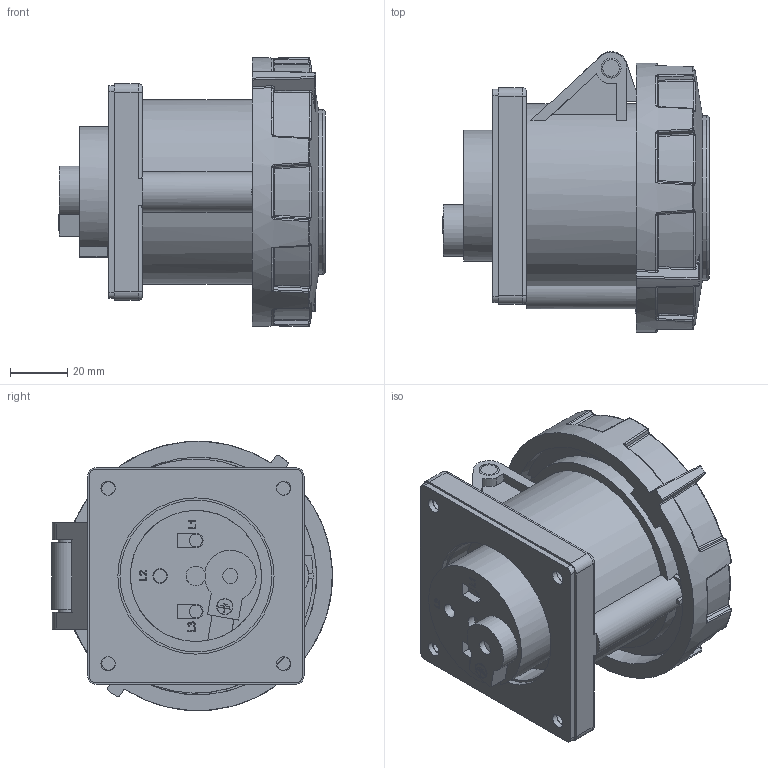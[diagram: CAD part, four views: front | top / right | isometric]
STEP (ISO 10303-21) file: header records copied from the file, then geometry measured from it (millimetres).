
FILE_DESCRIPTION (( 'STEP AP203' ), '1' );
FILE_NAME ('ps-3242-32-380.ÃÌ Ðîçåòêà ñòàöèîíàðíàÿ âíóòðåííÿÿ 3242 3Ð+ÐÅ 32À 380Â IP67 EKF PROxima.STEP', '2025-10-23T08:42:38', ( '' ), ( '' ), 'SwSTEP 2.0', 'SolidWorks 2021', '' );
FILE_SCHEMA (( 'CONFIG_CONTROL_DESIGN' ));
Length unit declared in the file: millimetre
Products named in the file (5): Êîïèÿ PS-1152-16-380.004 Øïëèíò^ps-3242-32-380.ÃÌ Ðîçåòêà ñòàöèîíàðíàÿ âíóòðåííÿÿ 3242 3Ð+ÐÅ 32À 380Â IP67 EKF PROxima; ps-3242-32-380.ÃÌ Ðîçåòêà ñòàöèîíàðíàÿ âíóòðåííÿÿ 3242 3Ð+ÐÅ 32À 380Â IP67 EKF PROxima; Êîïèÿ Êîïèÿ PS-1152-16-380.003 Êðûøêà^ps-3242-32-380.ÃÌ Ðîçåòêà ñòàöèîíàðíàÿ âíóòðåííÿÿ 3242 3Ð+ÐÅ 32À 380Â IP67 EKF PROxima; Êîïèÿ ps-3142-16-380 Ïðîêëàäêà^ps-3242-32-380.ÃÌ Ðîçåòêà ñòàöèîíàðíàÿ âíóòðåííÿÿ 3242 3Ð+ÐÅ 32À 380Â IP67 EKF PROxima_00; Êîïèÿ PS-1152-16-380.002 Êîðïóñ^ps-3242-32-380.ÃÌ Ðîçåòêà ñòàöèîíàðíàÿ âíóòðåííÿÿ 3242 3Ð+ÐÅ 32À 380Â IP67 EKF PROxima
Assembly tree (4 placements, depth 2):
  ps-3242-32-380.ÃÌ Ðîçåòêà ñòàöèîíàðíàÿ âíóòðåííÿÿ 3242 3Ð+ÐÅ 32À 380Â IP67 EKF PROxima
    Êîïèÿ PS-1152-16-380.002 Êîðïóñ^ps-3242-32-380.ÃÌ Ðîçåòêà ñòàöèîíàðíàÿ âíóòðåííÿÿ 3242 3Ð+ÐÅ 32À 380Â IP67 EKF PROxima
    Êîïèÿ Êîïèÿ PS-1152-16-380.003 Êðûøêà^ps-3242-32-380.ÃÌ Ðîçåòêà ñòàöèîíàðíàÿ âíóòðåííÿÿ 3242 3Ð+ÐÅ 32À 380Â IP67 EKF PROxima
    Êîïèÿ PS-1152-16-380.004 Øïëèíò^ps-3242-32-380.ÃÌ Ðîçåòêà ñòàöèîíàðíàÿ âíóòðåííÿÿ 3242 3Ð+ÐÅ 32À 380Â IP67 EKF PROxima
    Êîïèÿ ps-3142-16-380 Ïðîêëàäêà^ps-3242-32-380.ÃÌ Ðîçåòêà ñòàöèîíàðíàÿ âíóòðåííÿÿ 3242 3Ð+ÐÅ 32À 380Â IP67 EKF PROxima_00
Bounding box: 93.01 x 97.95 x 93.96 mm (x, y, z)
Volume: 305928.4 mm3; surface area: 94744.8 mm2
Topology: 4 solids, 5 shells, 516 faces, 1221 edges, 750 vertices
Faces by surface type: plane 194, bspline 110, cylinder 106, torus 68, sphere 37, cone 1
Full cylindrical faces by diameter (mm): 4.5 x3, 4.8 x4, 5 x5, 5.2 x1, 5.4 x1, 5.6 x1, 6.5 x3, 6.9 x1, 7 x4, 8.3 x1, 8.35 x1, 14 x3, 45.65 x1, 45.75 x1, 53 x1, 54.5 x1, 57 x1, 57.5 x1, 83 x1
Entity records: 17871 total; most frequent: CARTESIAN_POINT 6270, ORIENTED_EDGE 2348, DIRECTION 2232, EDGE_CURVE 1174, AXIS2_PLACEMENT_3D 900, VERTEX_POINT 742, EDGE_LOOP 616, FACE_OUTER_BOUND 555
